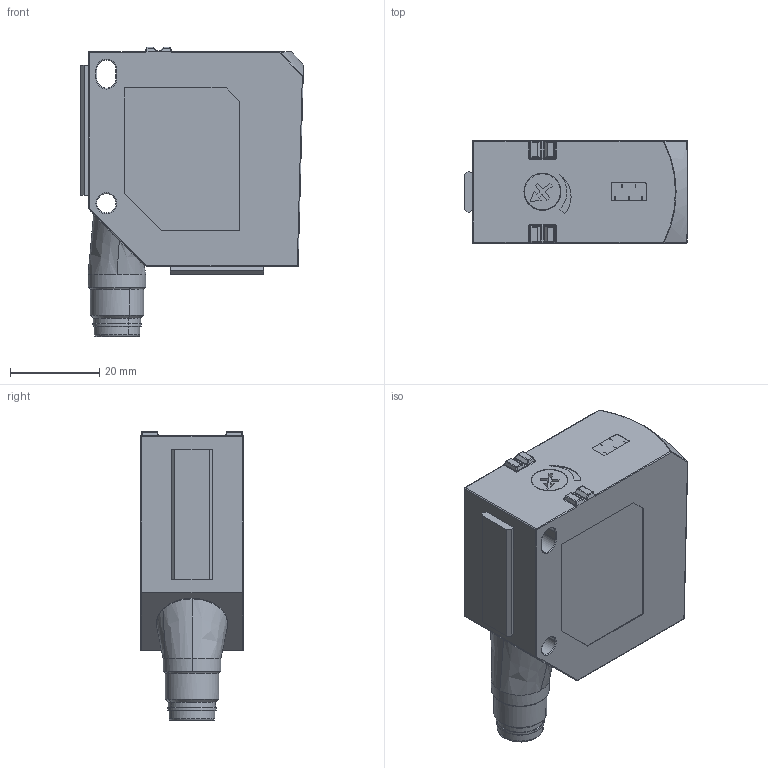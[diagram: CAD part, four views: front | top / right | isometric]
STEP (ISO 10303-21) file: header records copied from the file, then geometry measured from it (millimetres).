
FILE_DESCRIPTION(('STEP AP242'),'1');
FILE_NAME('sensor_xuk8lappnm12_.stp','2020-09-14T08:47:15',('TraceParts'),('TraceParts S.A.'),'Spatial InterOp 3D',' ',' ');
FILE_SCHEMA(('AP242_MANAGED_MODEL_BASED_3D_ENGINEERING_MIM_LF {1 0 10303 442 1 1 4}'));
Length unit declared in the file: millimetre
Products named in the file (1): sensor_xuk8lappnm12_
Bounding box: 50.07 x 23 x 64.95 mm (x, y, z)
Volume: 53190.7 mm3; surface area: 10354.3 mm2
Topology: 1 solids, 1 shells, 323 faces, 779 edges, 426 vertices
Faces by surface type: plane 111, cylinder 106, sphere 52, bspline 32, torus 15, cone 6, revolution 1
Entity records: 12035 total; most frequent: CARTESIAN_POINT 5043, ORIENTED_EDGE 1450, DIRECTION 1421, EDGE_CURVE 725, AXIS2_PLACEMENT_3D 522, VERTEX_POINT 424, LINE 376, VECTOR 376
